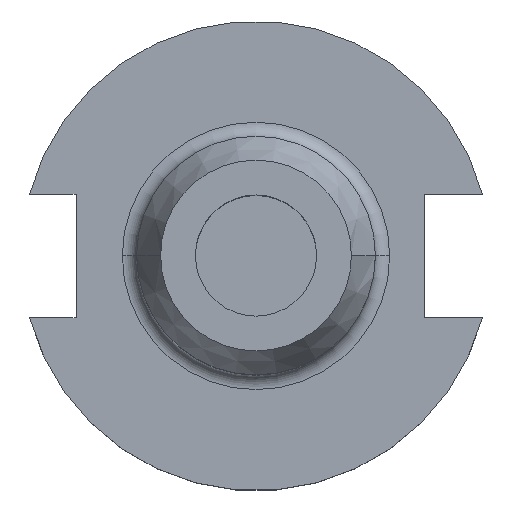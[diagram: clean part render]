
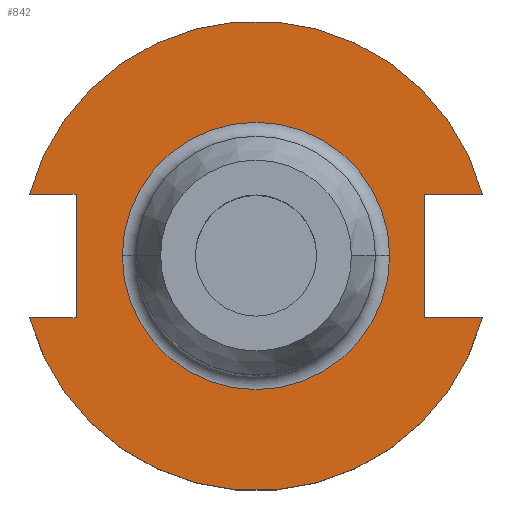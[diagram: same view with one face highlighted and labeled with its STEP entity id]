
A CAD part, top view. The second image highlights one B-rep face of the part: STEP entity #842.
In plain terms, the highlighted planar face has unit normal (0, 0, 1).
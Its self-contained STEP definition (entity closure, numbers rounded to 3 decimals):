
#36 = LINE ( 'NONE', #405, #979 ) ;
#62 = VECTOR ( 'NONE', #486, 1000. ) ;
#81 = EDGE_CURVE ( 'NONE', #863, #905, #403, .T. ) ;
#90 = ORIENTED_EDGE ( 'NONE', *, *, #523, .F. ) ;
#94 = AXIS2_PLACEMENT_3D ( 'NONE', #281, #419, #204 ) ;
#98 = VECTOR ( 'NONE', #1353, 1000. ) ;
#100 = AXIS2_PLACEMENT_3D ( 'NONE', #134, #1401, #1286 ) ;
#128 = VERTEX_POINT ( 'NONE', #784 ) ;
#134 = CARTESIAN_POINT ( 'NONE',  ( 0., 0., 19.05 ) ) ;
#148 = EDGE_CURVE ( 'NONE', #128, #374, #238, .T. ) ;
#162 = CARTESIAN_POINT ( 'NONE',  ( 35.306, -12.954, 19.05 ) ) ;
#184 = LINE ( 'NONE', #703, #760 ) ;
#185 = AXIS2_PLACEMENT_3D ( 'NONE', #783, #490, #478 ) ;
#204 = DIRECTION ( 'NONE',  ( 1., 0., 0. ) ) ;
#238 = CIRCLE ( 'NONE', #100, 28.019 ) ;
#281 = CARTESIAN_POINT ( 'NONE',  ( 0., 0., 19.05 ) ) ;
#288 = EDGE_CURVE ( 'NONE', #1010, #863, #36, .T. ) ;
#374 = VERTEX_POINT ( 'NONE', #552 ) ;
#376 = CARTESIAN_POINT ( 'NONE',  ( 35.306, 12.954, 19.05 ) ) ;
#387 = DIRECTION ( 'NONE',  ( 0., 1., 0. ) ) ;
#403 = LINE ( 'NONE', #449, #62 ) ;
#405 = CARTESIAN_POINT ( 'NONE',  ( 35.306, 12.954, 19.05 ) ) ;
#410 = AXIS2_PLACEMENT_3D ( 'NONE', #526, #626, #704 ) ;
#419 = DIRECTION ( 'NONE',  ( 0., 0., 1. ) ) ;
#422 = DIRECTION ( 'NONE',  ( 0., -1., 0. ) ) ;
#434 = DIRECTION ( 'NONE',  ( 1., 0., 0. ) ) ;
#449 = CARTESIAN_POINT ( 'NONE',  ( 35.306, -12.954, 19.05 ) ) ;
#462 = EDGE_CURVE ( 'NONE', #603, #1010, #797, .T. ) ;
#470 = EDGE_CURVE ( 'NONE', #519, #1131, #184, .T. ) ;
#478 = DIRECTION ( 'NONE',  ( 1., 0., 0. ) ) ;
#486 = DIRECTION ( 'NONE',  ( 1., 0., 0. ) ) ;
#490 = DIRECTION ( 'NONE',  ( 0., 0., 1. ) ) ;
#519 = VERTEX_POINT ( 'NONE', #1395 ) ;
#523 = EDGE_CURVE ( 'NONE', #1216, #531, #1038, .T. ) ;
#526 = CARTESIAN_POINT ( 'NONE',  ( 0., 0., 19.05 ) ) ;
#531 = VERTEX_POINT ( 'NONE', #1325 ) ;
#540 = ORIENTED_EDGE ( 'NONE', *, *, #982, .T. ) ;
#552 = CARTESIAN_POINT ( 'NONE',  ( -28.019, 0., 19.05 ) ) ;
#557 = DIRECTION ( 'NONE',  ( -1., 0., 0. ) ) ;
#563 = PLANE ( 'NONE',  #185 ) ;
#564 = AXIS2_PLACEMENT_3D ( 'NONE', #1186, #772, #434 ) ;
#579 = FACE_BOUND ( 'NONE', #1525, .T. ) ;
#603 = VERTEX_POINT ( 'NONE', #692 ) ;
#626 = DIRECTION ( 'NONE',  ( 0., 0., 1. ) ) ;
#634 = CARTESIAN_POINT ( 'NONE',  ( -47.477, -12.954, 19.05 ) ) ;
#649 = ORIENTED_EDGE ( 'NONE', *, *, #858, .T. ) ;
#692 = CARTESIAN_POINT ( 'NONE',  ( 47.477, 12.954, 19.05 ) ) ;
#703 = CARTESIAN_POINT ( 'NONE',  ( -63.719, 12.954, 19.05 ) ) ;
#704 = DIRECTION ( 'NONE',  ( 1., 0., 0. ) ) ;
#724 = DIRECTION ( 'NONE',  ( -1., 0., 0. ) ) ;
#737 = CARTESIAN_POINT ( 'NONE',  ( 35.306, 12.954, 19.05 ) ) ;
#760 = VECTOR ( 'NONE', #557, 1000. ) ;
#772 = DIRECTION ( 'NONE',  ( 0., 0., -1. ) ) ;
#783 = CARTESIAN_POINT ( 'NONE',  ( 0., 49.212, 19.05 ) ) ;
#784 = CARTESIAN_POINT ( 'NONE',  ( 28.019, 0., 19.05 ) ) ;
#797 = LINE ( 'NONE', #737, #1398 ) ;
#829 = ORIENTED_EDGE ( 'NONE', *, *, #81, .F. ) ;
#842 = ADVANCED_FACE ( 'NONE', ( #579, #938 ), #563, .T. ) ;
#858 = EDGE_CURVE ( 'NONE', #603, #1131, #977, .T. ) ;
#863 = VERTEX_POINT ( 'NONE', #162 ) ;
#869 = CARTESIAN_POINT ( 'NONE',  ( -37.719, 12.954, 19.05 ) ) ;
#905 = VERTEX_POINT ( 'NONE', #1371 ) ;
#938 = FACE_OUTER_BOUND ( 'NONE', #1403, .T. ) ;
#961 = EDGE_CURVE ( 'NONE', #1216, #905, #1280, .T. ) ;
#977 = CIRCLE ( 'NONE', #94, 49.212 ) ;
#979 = VECTOR ( 'NONE', #422, 1000. ) ;
#982 = EDGE_CURVE ( 'NONE', #374, #128, #1562, .T. ) ;
#1010 = VERTEX_POINT ( 'NONE', #376 ) ;
#1038 = LINE ( 'NONE', #1458, #98 ) ;
#1062 = ORIENTED_EDGE ( 'NONE', *, *, #288, .F. ) ;
#1131 = VERTEX_POINT ( 'NONE', #1524 ) ;
#1132 = LINE ( 'NONE', #869, #1422 ) ;
#1186 = CARTESIAN_POINT ( 'NONE',  ( 0., 0., 19.05 ) ) ;
#1216 = VERTEX_POINT ( 'NONE', #634 ) ;
#1225 = ORIENTED_EDGE ( 'NONE', *, *, #470, .F. ) ;
#1280 = CIRCLE ( 'NONE', #410, 49.212 ) ;
#1286 = DIRECTION ( 'NONE',  ( 1., 0., 0. ) ) ;
#1325 = CARTESIAN_POINT ( 'NONE',  ( -37.719, -12.954, 19.05 ) ) ;
#1330 = ORIENTED_EDGE ( 'NONE', *, *, #148, .T. ) ;
#1353 = DIRECTION ( 'NONE',  ( 1., 0., 0. ) ) ;
#1371 = CARTESIAN_POINT ( 'NONE',  ( 47.477, -12.954, 19.05 ) ) ;
#1373 = EDGE_CURVE ( 'NONE', #531, #519, #1132, .T. ) ;
#1395 = CARTESIAN_POINT ( 'NONE',  ( -37.719, 12.954, 19.05 ) ) ;
#1398 = VECTOR ( 'NONE', #724, 1000. ) ;
#1401 = DIRECTION ( 'NONE',  ( 0., 0., -1. ) ) ;
#1403 = EDGE_LOOP ( 'NONE', ( #1570, #829, #1062, #1509, #649, #1225, #1508, #90 ) ) ;
#1422 = VECTOR ( 'NONE', #387, 1000. ) ;
#1458 = CARTESIAN_POINT ( 'NONE',  ( -63.719, -12.954, 19.05 ) ) ;
#1508 = ORIENTED_EDGE ( 'NONE', *, *, #1373, .F. ) ;
#1509 = ORIENTED_EDGE ( 'NONE', *, *, #462, .F. ) ;
#1524 = CARTESIAN_POINT ( 'NONE',  ( -47.477, 12.954, 19.05 ) ) ;
#1525 = EDGE_LOOP ( 'NONE', ( #1330, #540 ) ) ;
#1562 = CIRCLE ( 'NONE', #564, 28.019 ) ;
#1570 = ORIENTED_EDGE ( 'NONE', *, *, #961, .T. ) ;
